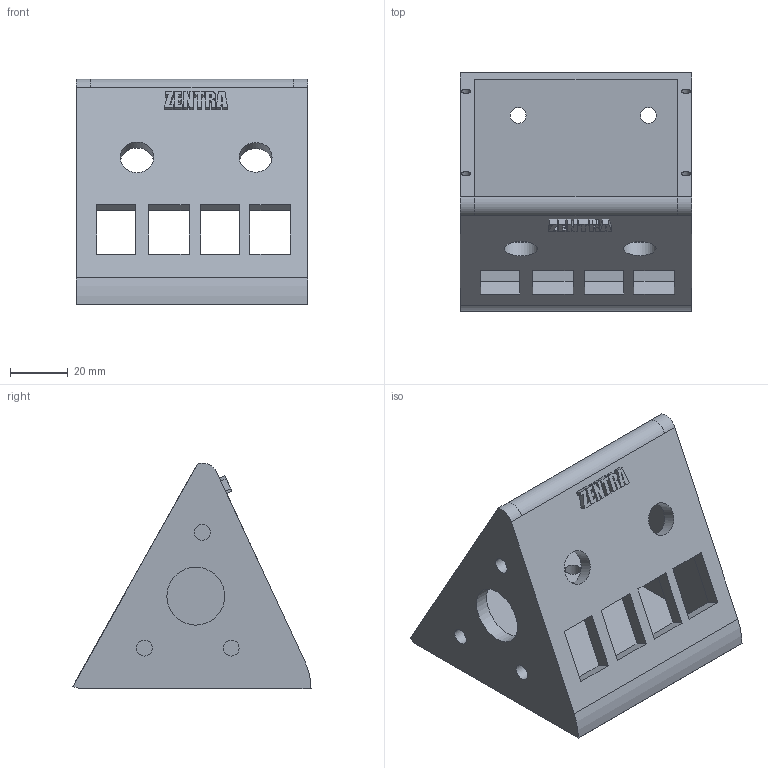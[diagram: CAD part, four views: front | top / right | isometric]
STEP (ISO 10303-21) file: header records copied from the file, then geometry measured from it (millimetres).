
FILE_DESCRIPTION(/* description */ (''),/* implementation_level */ '2;1');
FILE_NAME(/* name */ 'cp_mainbody.step',/* time_stamp */ '2025-08-08T03:31:51+05:30',/* author */ (''),/* organization */ (''),/* preprocessor_version */ 'ST-DEVELOPER v20.1',/* originating_system */ 'Autodesk Translation Framework v14.10.0.0',/* authorisation */ '');
FILE_SCHEMA (('AUTOMOTIVE_DESIGN { 1 0 10303 214 3 1 1 }'));
Length unit declared in the file: millimetre
Products named in the file (1): 2025-08-08-03-31-51-632
Bounding box: 80 x 82.29 x 78.03 mm (x, y, z)
Volume: 82056 mm3; surface area: 38323.8 mm2
Topology: 1 solids, 1 shells, 308 faces, 824 edges, 548 vertices
Faces by surface type: plane 217, bspline 72, cylinder 19
Full cylindrical faces by diameter (mm): 3.1 x4, 5.5 x7, 11.314 x1, 11.662 x1, 20 x1
Entity records: 10254 total; most frequent: CARTESIAN_POINT 2905, ORIENTED_EDGE 1648, DIRECTION 1190, EDGE_CURVE 824, LINE 644, VECTOR 644, VERTEX_POINT 548, EDGE_LOOP 366
